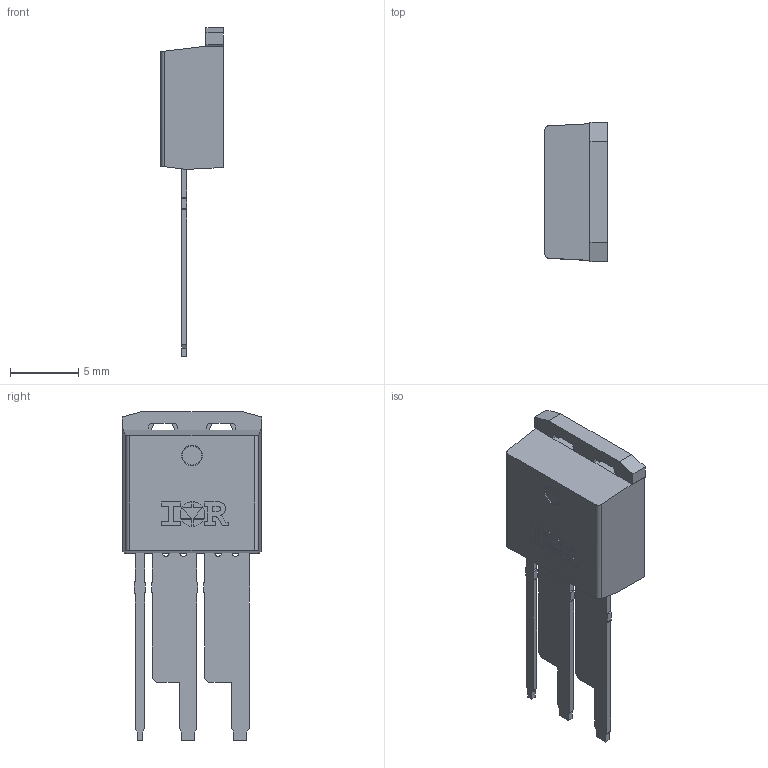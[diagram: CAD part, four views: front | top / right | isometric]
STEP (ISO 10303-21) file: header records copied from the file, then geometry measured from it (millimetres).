
FILE_DESCRIPTION(/* description */ (''),/* implementation_level */ '2;1');
FILE_NAME(/* name */ 'PG-TO262-3-3_Z8B00240257_V02_3D.stp',/* time_stamp */ '2025-03-19T17:56:38+05:30',/* author */ ('sivamani'),/* organization */ (''),/* preprocessor_version */ 'ST-DEVELOPER v19.2',/* originating_system */ 'AutoCAD Mechanical',/* authorisation */ '');
FILE_SCHEMA (('AUTOMOTIVE_DESIGN { 1 0 10303 214 3 1 1 }'));
Length unit declared in the file: millimetre
Products named in the file (1): Product
Bounding box: 4.58 x 10.16 x 24 mm (x, y, z)
Volume: 439.5 mm3; surface area: 741.1 mm2
Topology: 11 solids, 11 shells, 223 faces, 593 edges, 393 vertices
Faces by surface type: plane 159, cylinder 53, bspline 10, torus 1
Full cylindrical faces by diameter (mm): 1.5 x1
Entity records: 6937 total; most frequent: CARTESIAN_POINT 1358, ORIENTED_EDGE 1186, DIRECTION 1103, EDGE_CURVE 593, LINE 443, VECTOR 443, VERTEX_POINT 393, AXIS2_PLACEMENT_3D 330
